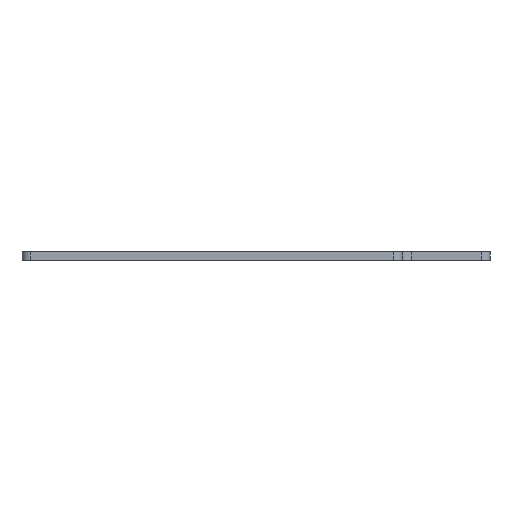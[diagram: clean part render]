
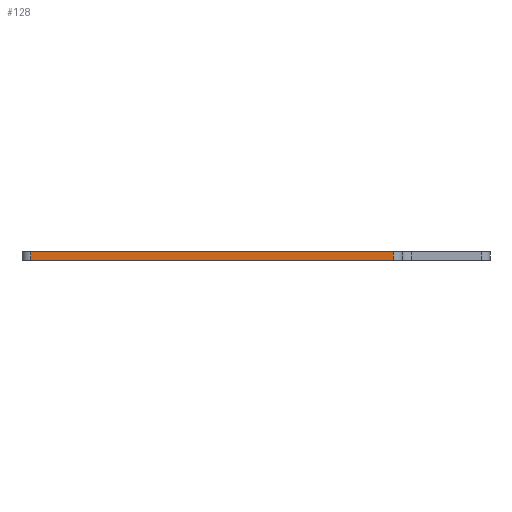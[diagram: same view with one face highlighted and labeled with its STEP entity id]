
A CAD part, left-side view. The second image highlights one B-rep face of the part: STEP entity #128.
In plain terms, the highlighted planar face has unit normal (-1, 0, 0).
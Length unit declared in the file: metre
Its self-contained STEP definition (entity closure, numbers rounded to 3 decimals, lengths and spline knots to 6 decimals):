
#128 = ADVANCED_FACE( '', ( #298 ), #299, .F. );
#298 = FACE_OUTER_BOUND( '', #503, .T. );
#299 = PLANE( '', #504 );
#503 = EDGE_LOOP( '', ( #833, #834, #835, #836 ) );
#504 = AXIS2_PLACEMENT_3D( '', #837, #838, #839 );
#833 = ORIENTED_EDGE( '', *, *, #1145, .T. );
#834 = ORIENTED_EDGE( '', *, *, #1098, .T. );
#835 = ORIENTED_EDGE( '', *, *, #1049, .F. );
#836 = ORIENTED_EDGE( '', *, *, #1146, .T. );
#837 = CARTESIAN_POINT( '', ( 0.014986, 0.125007, 0.003 ) );
#838 = DIRECTION( '', ( 1., 0., 0. ) );
#839 = DIRECTION( '', ( 0., 0., -1. ) );
#1049 = EDGE_CURVE( '', #1244, #1246, #1247, .T. );
#1098 = EDGE_CURVE( '', #1326, #1246, #1327, .F. );
#1145 = EDGE_CURVE( '', #1393, #1326, #1394, .T. );
#1146 = EDGE_CURVE( '', #1244, #1393, #1395, .T. );
#1244 = VERTEX_POINT( '', #1509 );
#1246 = VERTEX_POINT( '', #1511 );
#1247 = LINE( '', #1512, #1513 );
#1326 = VERTEX_POINT( '', #1614 );
#1327 = LINE( '', #1615, #1616 );
#1393 = VERTEX_POINT( '', #1698 );
#1394 = LINE( '', #1699, #1700 );
#1395 = LINE( '', #1701, #1702 );
#1509 = CARTESIAN_POINT( '', ( 0.014986, 0.126, 0.003 ) );
#1511 = CARTESIAN_POINT( '', ( 0.014986, 0.003, 0.003 ) );
#1512 = CARTESIAN_POINT( '', ( 0.014986, 0.125007, 0.003 ) );
#1513 = VECTOR( '', #1838, 1. );
#1614 = CARTESIAN_POINT( '', ( 0.014986, 0.003, 0. ) );
#1615 = CARTESIAN_POINT( '', ( 0.014986, 0.003, 0.003 ) );
#1616 = VECTOR( '', #1906, 1. );
#1698 = CARTESIAN_POINT( '', ( 0.014986, 0.126, 0. ) );
#1699 = CARTESIAN_POINT( '', ( 0.014986, 0.125007, 0. ) );
#1700 = VECTOR( '', #1962, 1. );
#1701 = CARTESIAN_POINT( '', ( 0.014986, 0.126, 0.003 ) );
#1702 = VECTOR( '', #1963, 1. );
#1838 = DIRECTION( '', ( 0., -1., 0. ) );
#1906 = DIRECTION( '', ( 0., 0., -1. ) );
#1962 = DIRECTION( '', ( 0., -1., 0. ) );
#1963 = DIRECTION( '', ( 0., 0., -1. ) );
